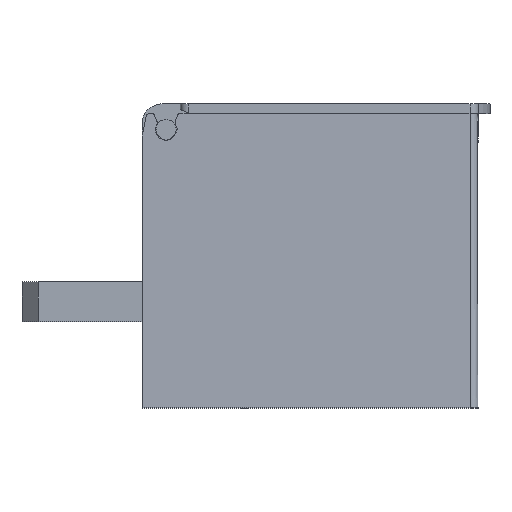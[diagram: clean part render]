
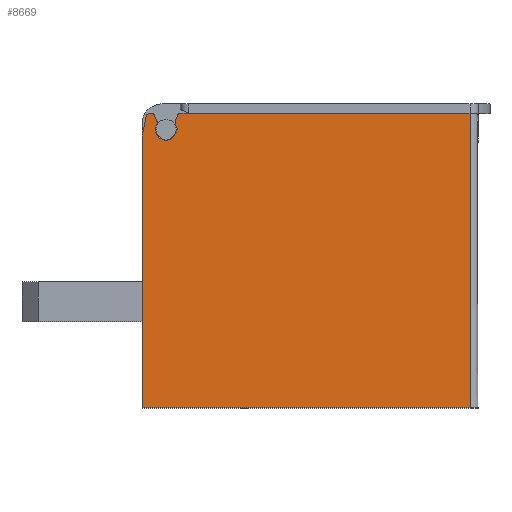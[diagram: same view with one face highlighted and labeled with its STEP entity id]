
A CAD part, top view. The second image highlights one B-rep face of the part: STEP entity #8669.
In plain terms, the highlighted planar face has unit normal (0, 0.004, 1).
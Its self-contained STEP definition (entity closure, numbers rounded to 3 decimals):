
#792=DIRECTION('',(-1.,0.,0.));
#793=VECTOR('',#792,35.2);
#794=CARTESIAN_POINT('',(20.,46.,13.272));
#795=LINE('',#794,#793);
#796=DIRECTION('',(0.,-1.,0.003));
#797=VECTOR('',#796,36.8);
#798=CARTESIAN_POINT('',(20.,46.,13.272));
#799=LINE('',#798,#797);
#800=DIRECTION('',(-1.,0.,0.));
#801=VECTOR('',#800,41.);
#802=CARTESIAN_POINT('',(20.,9.2,13.4));
#803=LINE('',#802,#801);
#804=DIRECTION('',(0.196,0.981,-0.003));
#805=VECTOR('',#804,2.6);
#806=CARTESIAN_POINT('',(-20.99,43.049,13.282));
#807=LINE('',#806,#805);
#808=DIRECTION('',(0.342,-0.94,0.003));
#809=VECTOR('',#808,0.719);
#810=CARTESIAN_POINT('',(-19.376,45.671,13.273));
#811=LINE('',#810,#809);
#812=DIRECTION('',(0.342,0.94,-0.003));
#813=VECTOR('',#812,0.599);
#814=CARTESIAN_POINT('',(-16.829,45.109,13.275));
#815=LINE('',#814,#813);
#816=DIRECTION('',(1.,0.,0.));
#817=VECTOR('',#816,0.954);
#818=CARTESIAN_POINT('',(-16.154,46.,13.272));
#819=LINE('',#818,#817);
#1372=CARTESIAN_POINT('',(-16.154,46.,13.272));
#1373=CARTESIAN_POINT('',(-16.271,46.,13.272));
#1374=CARTESIAN_POINT('',(-16.454,45.929,13.272));
#1375=CARTESIAN_POINT('',(-16.584,45.781,13.272));
#1376=CARTESIAN_POINT('',(-16.624,45.671,13.273));
#1396=CARTESIAN_POINT('',(-16.829,45.109,13.275));
#1397=CARTESIAN_POINT('',(-16.896,44.925,13.275));
#1398=CARTESIAN_POINT('',(-16.887,44.745,13.276));
#1399=CARTESIAN_POINT('',(-16.803,44.569,13.277));
#1405=CARTESIAN_POINT('',(-16.803,44.569,13.277));
#1406=CARTESIAN_POINT('',(-16.774,44.507,13.277));
#1407=CARTESIAN_POINT('',(-16.75,44.444,13.277));
#1408=CARTESIAN_POINT('',(-16.73,44.379,13.277));
#1419=CARTESIAN_POINT('',(-16.73,44.379,13.277));
#1420=CARTESIAN_POINT('',(-16.703,44.354,13.277));
#1421=CARTESIAN_POINT('',(-16.658,44.298,13.277));
#1422=CARTESIAN_POINT('',(-16.614,44.196,13.278));
#1423=CARTESIAN_POINT('',(-16.604,44.124,13.278));
#1424=CARTESIAN_POINT('',(-16.604,44.087,13.278));
#1426=CARTESIAN_POINT('',(-16.604,44.087,13.278));
#1427=CARTESIAN_POINT('',(-16.604,44.058,13.278));
#1428=CARTESIAN_POINT('',(-16.61,44.002,13.279));
#1429=CARTESIAN_POINT('',(-16.637,43.919,13.279));
#1430=CARTESIAN_POINT('',(-16.666,43.87,13.279));
#1431=CARTESIAN_POINT('',(-16.684,43.847,13.279));
#1451=CARTESIAN_POINT('',(-16.684,43.847,13.279));
#1452=CARTESIAN_POINT('',(-16.721,43.53,13.28));
#1453=CARTESIAN_POINT('',(-16.976,43.061,13.282));
#1454=CARTESIAN_POINT('',(-17.42,42.767,13.283));
#1455=CARTESIAN_POINT('',(-17.733,42.702,13.283));
#1467=CARTESIAN_POINT('',(-17.733,42.702,13.283));
#1468=CARTESIAN_POINT('',(-17.822,42.622,13.283));
#1469=CARTESIAN_POINT('',(-18.,42.578,13.283));
#1470=CARTESIAN_POINT('',(-18.178,42.622,13.283));
#1471=CARTESIAN_POINT('',(-18.267,42.702,13.283));
#1493=CARTESIAN_POINT('',(-18.267,42.702,13.283));
#1494=CARTESIAN_POINT('',(-18.426,42.735,13.283));
#1495=CARTESIAN_POINT('',(-18.659,42.835,13.283));
#1496=CARTESIAN_POINT('',(-18.999,43.089,13.282));
#1497=CARTESIAN_POINT('',(-19.255,43.476,13.28));
#1498=CARTESIAN_POINT('',(-19.35,43.931,13.279));
#1499=CARTESIAN_POINT('',(-19.292,44.35,13.277));
#1500=CARTESIAN_POINT('',(-19.199,44.587,13.276));
#1501=CARTESIAN_POINT('',(-19.11,44.723,13.276));
#1507=CARTESIAN_POINT('',(-19.11,44.723,13.276));
#1508=CARTESIAN_POINT('',(-19.091,44.816,13.276));
#1509=CARTESIAN_POINT('',(-19.098,44.907,13.275));
#1510=CARTESIAN_POINT('',(-19.13,44.996,13.275));
#1531=CARTESIAN_POINT('',(-19.376,45.671,13.273));
#1532=CARTESIAN_POINT('',(-19.416,45.781,13.272));
#1533=CARTESIAN_POINT('',(-19.546,45.929,13.272));
#1534=CARTESIAN_POINT('',(-19.729,46.,13.272));
#1535=CARTESIAN_POINT('',(-19.846,46.,13.272));
#1545=DIRECTION('',(-1.,0.,0.));
#1546=VECTOR('',#1545,0.144);
#1547=CARTESIAN_POINT('',(-19.846,46.,13.272));
#1548=LINE('',#1547,#1546);
#1559=CARTESIAN_POINT('',(-19.99,46.,13.272));
#1560=CARTESIAN_POINT('',(-20.127,46.,13.272));
#1561=CARTESIAN_POINT('',(-20.324,45.907,13.272));
#1562=CARTESIAN_POINT('',(-20.454,45.732,13.272));
#1563=CARTESIAN_POINT('',(-20.48,45.598,13.273));
#1586=CARTESIAN_POINT('',(-20.99,43.049,13.282));
#1587=CARTESIAN_POINT('',(-20.997,43.016,13.282));
#1588=CARTESIAN_POINT('',(-21.,42.983,13.282));
#1589=CARTESIAN_POINT('',(-21.,42.95,13.282));
#1607=DIRECTION('',(0.,-1.,0.003));
#1608=VECTOR('',#1607,33.751);
#1609=CARTESIAN_POINT('',(-21.,42.95,13.282));
#1610=LINE('',#1609,#1608);
#6049=CARTESIAN_POINT('',(20.,9.2,13.4));
#6051=VERTEX_POINT('',#6049);
#6137=VERTEX_POINT('',#1396);
#6138=VERTEX_POINT('',#1399);
#6139=CARTESIAN_POINT('',(-16.624,45.671,13.273));
#6140=VERTEX_POINT('',#6139);
#6141=VERTEX_POINT('',#1372);
#6142=CARTESIAN_POINT('',(-21.,9.2,13.4));
#6143=VERTEX_POINT('',#6142);
#6144=CARTESIAN_POINT('',(-21.,42.95,13.282));
#6145=VERTEX_POINT('',#6144);
#6146=VERTEX_POINT('',#1586);
#6147=CARTESIAN_POINT('',(-20.48,45.598,13.273));
#6148=VERTEX_POINT('',#6147);
#6149=VERTEX_POINT('',#1559);
#6150=CARTESIAN_POINT('',(-19.846,46.,13.272));
#6151=VERTEX_POINT('',#6150);
#6152=VERTEX_POINT('',#1531);
#6153=CARTESIAN_POINT('',(-19.13,44.996,13.275));
#6154=VERTEX_POINT('',#6153);
#6155=VERTEX_POINT('',#1507);
#6156=VERTEX_POINT('',#1467);
#6157=VERTEX_POINT('',#1471);
#6158=VERTEX_POINT('',#1451);
#6159=VERTEX_POINT('',#1426);
#6160=VERTEX_POINT('',#1419);
#7387=CARTESIAN_POINT('',(-15.2,46.,13.272));
#7389=VERTEX_POINT('',#7387);
#7391=CARTESIAN_POINT('',(20.,46.,13.272));
#7392=VERTEX_POINT('',#7391);
#8622=CARTESIAN_POINT('',(-0.5,27.6,13.336));
#8623=DIRECTION('',(0.,0.003,1.));
#8624=DIRECTION('',(-1.,0.,0.));
#8625=AXIS2_PLACEMENT_3D('',#8622,#8623,#8624);
#8626=PLANE('',#8625);
#8627=ORIENTED_EDGE('',*,*,#8281,.F.);
#8629=ORIENTED_EDGE('',*,*,#8628,.T.);
#8631=ORIENTED_EDGE('',*,*,#8630,.T.);
#8633=ORIENTED_EDGE('',*,*,#8632,.F.);
#8635=ORIENTED_EDGE('',*,*,#8634,.F.);
#8637=ORIENTED_EDGE('',*,*,#8636,.T.);
#8639=ORIENTED_EDGE('',*,*,#8638,.F.);
#8641=ORIENTED_EDGE('',*,*,#8640,.F.);
#8643=ORIENTED_EDGE('',*,*,#8642,.F.);
#8645=ORIENTED_EDGE('',*,*,#8644,.T.);
#8647=ORIENTED_EDGE('',*,*,#8646,.F.);
#8649=ORIENTED_EDGE('',*,*,#8648,.F.);
#8651=ORIENTED_EDGE('',*,*,#8650,.F.);
#8653=ORIENTED_EDGE('',*,*,#8652,.F.);
#8655=ORIENTED_EDGE('',*,*,#8654,.F.);
#8657=ORIENTED_EDGE('',*,*,#8656,.F.);
#8659=ORIENTED_EDGE('',*,*,#8658,.F.);
#8661=ORIENTED_EDGE('',*,*,#8660,.F.);
#8663=ORIENTED_EDGE('',*,*,#8662,.T.);
#8665=ORIENTED_EDGE('',*,*,#8664,.F.);
#8666=ORIENTED_EDGE('',*,*,#8613,.T.);
#8667=EDGE_LOOP('',(#8627,#8629,#8631,#8633,#8635,#8637,#8639,#8641,#8643,#8645,
#8647,#8649,#8651,#8653,#8655,#8657,#8659,#8661,#8663,#8665,#8666));
#8668=FACE_OUTER_BOUND('',#8667,.F.);
#1377=B_SPLINE_CURVE_WITH_KNOTS('',3,(#1372,#1373,#1374,#1375,#1376),
.UNSPECIFIED.,.F.,.F.,(4,1,4),(0.,0.5,1.),.UNSPECIFIED.);
#1400=B_SPLINE_CURVE_WITH_KNOTS('',3,(#1396,#1397,#1398,#1399),.UNSPECIFIED.,
.F.,.F.,(4,4),(0.,1.),.UNSPECIFIED.);
#1409=B_SPLINE_CURVE_WITH_KNOTS('',3,(#1405,#1406,#1407,#1408),.UNSPECIFIED.,
.F.,.F.,(4,4),(0.,1.),.UNSPECIFIED.);
#1425=B_SPLINE_CURVE_WITH_KNOTS('',3,(#1419,#1420,#1421,#1422,#1423,#1424),
.UNSPECIFIED.,.F.,.F.,(4,1,1,4),(0.,0.333,0.667,1.),
.UNSPECIFIED.);
#1432=B_SPLINE_CURVE_WITH_KNOTS('',3,(#1426,#1427,#1428,#1429,#1430,#1431),
.UNSPECIFIED.,.F.,.F.,(4,1,1,4),(0.,0.333,0.667,1.),
.UNSPECIFIED.);
#1456=B_SPLINE_CURVE_WITH_KNOTS('',3,(#1451,#1452,#1453,#1454,#1455),
.UNSPECIFIED.,.F.,.F.,(4,1,4),(0.,0.5,1.),.UNSPECIFIED.);
#1472=B_SPLINE_CURVE_WITH_KNOTS('',3,(#1467,#1468,#1469,#1470,#1471),
.UNSPECIFIED.,.F.,.F.,(4,1,4),(0.,0.5,1.),.UNSPECIFIED.);
#1502=B_SPLINE_CURVE_WITH_KNOTS('',3,(#1493,#1494,#1495,#1496,#1497,#1498,#1499,
#1500,#1501),.UNSPECIFIED.,.F.,.F.,(4,1,1,1,1,1,4),(0.,0.125,0.25,0.5,
0.75,0.875,1.),.UNSPECIFIED.);
#1511=B_SPLINE_CURVE_WITH_KNOTS('',3,(#1507,#1508,#1509,#1510),.UNSPECIFIED.,
.F.,.F.,(4,4),(0.,1.),.UNSPECIFIED.);
#1536=B_SPLINE_CURVE_WITH_KNOTS('',3,(#1531,#1532,#1533,#1534,#1535),
.UNSPECIFIED.,.F.,.F.,(4,1,4),(0.,0.5,1.),.UNSPECIFIED.);
#1564=B_SPLINE_CURVE_WITH_KNOTS('',3,(#1559,#1560,#1561,#1562,#1563),
.UNSPECIFIED.,.F.,.F.,(4,1,4),(0.,0.5,1.),.UNSPECIFIED.);
#1590=B_SPLINE_CURVE_WITH_KNOTS('',3,(#1586,#1587,#1588,#1589),.UNSPECIFIED.,
.F.,.F.,(4,4),(0.,1.),.UNSPECIFIED.);
#8281=EDGE_CURVE('',#7392,#7389,#795,.T.);
#8613=EDGE_CURVE('',#6141,#7389,#819,.T.);
#8628=EDGE_CURVE('',#7392,#6051,#799,.T.);
#8630=EDGE_CURVE('',#6051,#6143,#803,.T.);
#8632=EDGE_CURVE('',#6145,#6143,#1610,.T.);
#8634=EDGE_CURVE('',#6146,#6145,#1590,.T.);
#8636=EDGE_CURVE('',#6146,#6148,#807,.T.);
#8638=EDGE_CURVE('',#6149,#6148,#1564,.T.);
#8640=EDGE_CURVE('',#6151,#6149,#1548,.T.);
#8642=EDGE_CURVE('',#6152,#6151,#1536,.T.);
#8644=EDGE_CURVE('',#6152,#6154,#811,.T.);
#8646=EDGE_CURVE('',#6155,#6154,#1511,.T.);
#8648=EDGE_CURVE('',#6157,#6155,#1502,.T.);
#8650=EDGE_CURVE('',#6156,#6157,#1472,.T.);
#8652=EDGE_CURVE('',#6158,#6156,#1456,.T.);
#8654=EDGE_CURVE('',#6159,#6158,#1432,.T.);
#8656=EDGE_CURVE('',#6160,#6159,#1425,.T.);
#8658=EDGE_CURVE('',#6138,#6160,#1409,.T.);
#8660=EDGE_CURVE('',#6137,#6138,#1400,.T.);
#8662=EDGE_CURVE('',#6137,#6140,#815,.T.);
#8664=EDGE_CURVE('',#6141,#6140,#1377,.T.);
#8669=ADVANCED_FACE('',(#8668),#8626,.T.);
